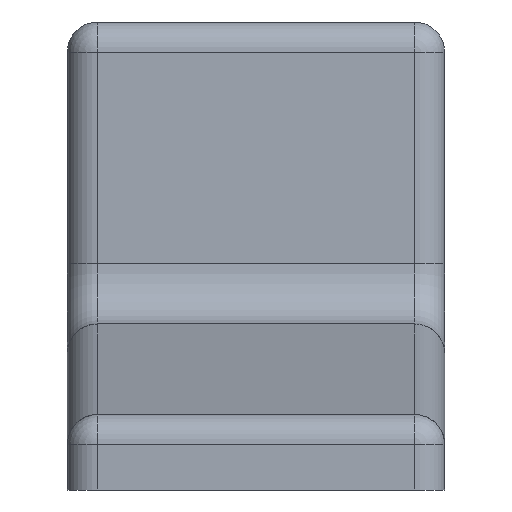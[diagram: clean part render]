
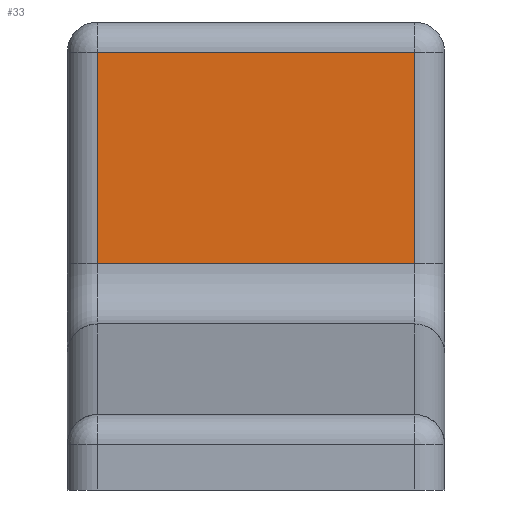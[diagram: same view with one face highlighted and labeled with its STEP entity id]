
A CAD part, front view. The second image highlights one B-rep face of the part: STEP entity #33.
In plain terms, the highlighted planar face has unit normal (0, -1, 0).
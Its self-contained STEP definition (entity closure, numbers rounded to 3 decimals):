
#21 = CARTESIAN_POINT ( 'NONE',  ( 10.5, 14., 15. ) ) ;
#33 = ADVANCED_FACE ( 'NONE', ( #1668 ), #1326, .F. ) ;
#123 = DIRECTION ( 'NONE',  ( 0., 1., 0. ) ) ;
#166 = EDGE_CURVE ( 'NONE', #1460, #1434, #1199, .T. ) ;
#168 = CARTESIAN_POINT ( 'NONE',  ( 10.5, 14., 31. ) ) ;
#181 = EDGE_CURVE ( 'NONE', #440, #1991, #445, .T. ) ;
#400 = CARTESIAN_POINT ( 'NONE',  ( 12.5, 14., 31. ) ) ;
#409 = AXIS2_PLACEMENT_3D ( 'NONE', #400, #123, #2126 ) ;
#440 = VERTEX_POINT ( 'NONE', #21 ) ;
#445 = LINE ( 'NONE', #168, #772 ) ;
#524 = EDGE_CURVE ( 'NONE', #1991, #1460, #1109, .T. ) ;
#527 = ORIENTED_EDGE ( 'NONE', *, *, #744, .F. ) ;
#646 = ORIENTED_EDGE ( 'NONE', *, *, #166, .T. ) ;
#662 = DIRECTION ( 'NONE',  ( -1., 0., 0. ) ) ;
#729 = CARTESIAN_POINT ( 'NONE',  ( 10.5, 14., 29. ) ) ;
#744 = EDGE_CURVE ( 'NONE', #440, #1434, #2036, .T. ) ;
#746 = VECTOR ( 'NONE', #1621, 1000. ) ;
#759 = DIRECTION ( 'NONE',  ( 0., 0., -1. ) ) ;
#772 = VECTOR ( 'NONE', #2163, 1000. ) ;
#902 = CARTESIAN_POINT ( 'NONE',  ( 12.5, 14., 29. ) ) ;
#916 = VECTOR ( 'NONE', #662, 1000. ) ;
#985 = CARTESIAN_POINT ( 'NONE',  ( -10.5, 14., 15. ) ) ;
#1109 = LINE ( 'NONE', #902, #916 ) ;
#1115 = VECTOR ( 'NONE', #759, 1000. ) ;
#1199 = LINE ( 'NONE', #985, #1115 ) ;
#1326 = PLANE ( 'NONE',  #409 ) ;
#1434 = VERTEX_POINT ( 'NONE', #1796 ) ;
#1460 = VERTEX_POINT ( 'NONE', #1591 ) ;
#1513 = ORIENTED_EDGE ( 'NONE', *, *, #524, .T. ) ;
#1591 = CARTESIAN_POINT ( 'NONE',  ( -10.5, 14., 29. ) ) ;
#1621 = DIRECTION ( 'NONE',  ( -1., 0., 0. ) ) ;
#1668 = FACE_OUTER_BOUND ( 'NONE', #1720, .T. ) ;
#1720 = EDGE_LOOP ( 'NONE', ( #527, #2005, #1513, #646 ) ) ;
#1796 = CARTESIAN_POINT ( 'NONE',  ( -10.5, 14., 15. ) ) ;
#1824 = CARTESIAN_POINT ( 'NONE',  ( 12.5, 14., 15. ) ) ;
#1991 = VERTEX_POINT ( 'NONE', #729 ) ;
#2005 = ORIENTED_EDGE ( 'NONE', *, *, #181, .T. ) ;
#2036 = LINE ( 'NONE', #1824, #746 ) ;
#2126 = DIRECTION ( 'NONE',  ( 0., 0., 1. ) ) ;
#2163 = DIRECTION ( 'NONE',  ( 0., 0., 1. ) ) ;
